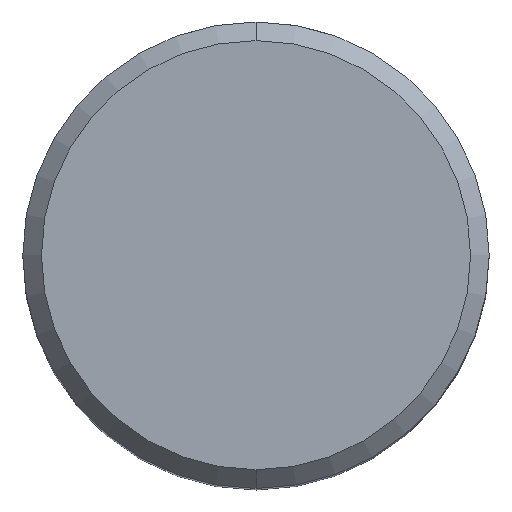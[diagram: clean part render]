
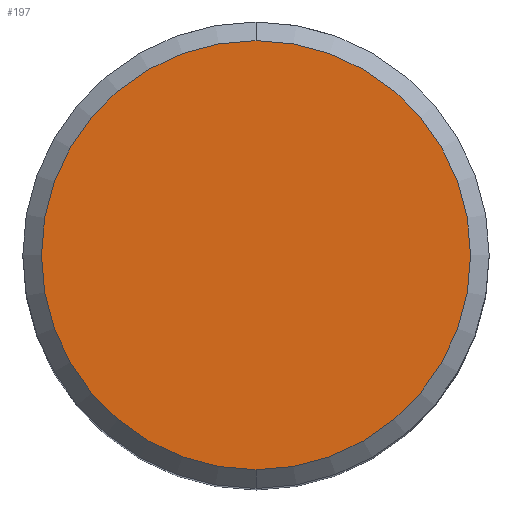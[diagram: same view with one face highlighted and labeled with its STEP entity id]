
A CAD part, top view. The second image highlights one B-rep face of the part: STEP entity #197.
In plain terms, the highlighted planar face has unit normal (0, 0, 1).
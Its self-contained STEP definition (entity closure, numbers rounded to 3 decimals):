
#179=VERTEX_POINT('',#487);
#193=EDGE_CURVE('',#375,#179,#502,.T.);
#197=ADVANCED_FACE('',(#507),#508,.T.);
#205=EDGE_CURVE('',#179,#375,#516,.T.);
#375=VERTEX_POINT('',#703);
#487=CARTESIAN_POINT('',(0.,-11.5,0.));
#502=CIRCLE('',#834,11.5);
#507=FACE_OUTER_BOUND('',#839,.T.);
#508=PLANE('',#840);
#516=CIRCLE('',#852,11.5);
#703=CARTESIAN_POINT('',(0.0,11.5,0.));
#834=AXIS2_PLACEMENT_3D('',#1626,#1627,#1628);
#839=EDGE_LOOP('',(#1639,#1640));
#840=AXIS2_PLACEMENT_3D('',#1641,#1642,#1643);
#852=AXIS2_PLACEMENT_3D('',#1648,#1649,#1650);
#1626=CARTESIAN_POINT('',(0.0,0.0,0.));
#1627=DIRECTION('',(0.0,0.0,-1.0));
#1628=DIRECTION('',(0.0,1.0,0.0));
#1639=ORIENTED_EDGE('',*,*,#193,.F.);
#1640=ORIENTED_EDGE('',*,*,#205,.F.);
#1641=CARTESIAN_POINT('',(0.0,5.75,0.));
#1642=DIRECTION('',(-0.0,0.0,1.0));
#1643=DIRECTION('',(0.0,-1.0,0.0));
#1648=CARTESIAN_POINT('',(0.0,0.0,0.));
#1649=DIRECTION('',(0.0,0.0,-1.0));
#1650=DIRECTION('',(0.0,1.0,0.0));
